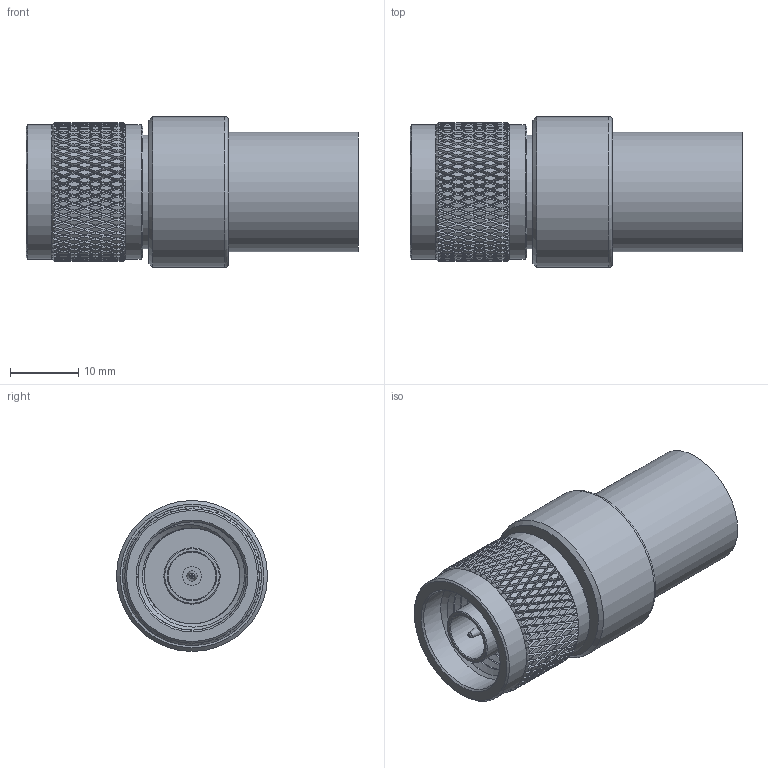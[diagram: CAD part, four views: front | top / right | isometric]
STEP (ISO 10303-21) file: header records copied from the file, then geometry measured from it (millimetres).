
FILE_DESCRIPTION (( 'STEP AP203' ), '1' );
FILE_NAME ('PE44454.step', '2020-01-08T16:18:55', ( '' ), ( '' ), 'SwSTEP 2.0', 'SolidWorks 2018', '' );
FILE_SCHEMA (( 'CONFIG_CONTROL_DESIGN' ));
Products named in the file (1): PE44454
Bounding box: 48.66 x 22.12 x 22.12 mm (x, y, z)
Volume: 9710.5 mm3; surface area: 7342.7 mm2
Topology: 2 solids, 2 shells, 2255 faces, 4780 edges, 2542 vertices
Faces by surface type: bspline 1763, cylinder 462, plane 17, cone 11, torus 2
Full cylindrical faces by diameter (mm): 1.524 x1, 2.794 x1, 6.985 x1, 8.255 x1, 12 x1, 13.378 x1, 13.379 x2, 13.84 x2, 15.75 x1, 15.875 x5, 16.579 x1, 17.53 x1, 19.715 x2, 22.116 x1
Entity records: 86032 total; most frequent: CARTESIAN_POINT 57506, ORIENTED_EDGE 9460, EDGE_CURVE 4730, VERTEX_POINT 2526, EDGE_LOOP 2294, FACE_OUTER_BOUND 2269, ADVANCED_FACE 2250, B_SPLINE_CURVE_WITH_KNOTS 2096
